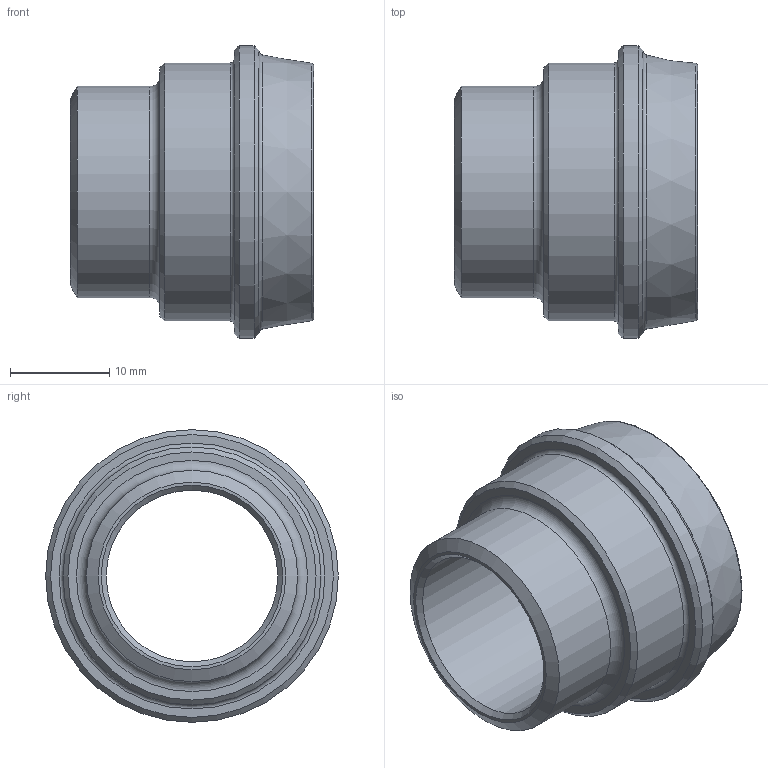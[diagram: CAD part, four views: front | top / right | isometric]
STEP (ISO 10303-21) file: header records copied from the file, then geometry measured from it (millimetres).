
FILE_DESCRIPTION(/* description */ (''),/* implementation_level */ '2;1');
FILE_NAME(/* name */ '3D_R134-SE-21.3-21.3_171011210.stp',/* time_stamp */ '2021-06-24T10:44:10+02:00',/* author */ ('cad'),/* organization */ (''),/* preprocessor_version */ 'ST-DEVELOPER v18.1',/* originating_system */ 'Autodesk Inventor 2022',/* authorisation */ '');
FILE_SCHEMA (('AUTOMOTIVE_DESIGN { 1 0 10303 214 3 1 1 }'));
Length unit declared in the file: millimetre
Products named in the file (1): 3D_R134-SE-21.3-21.3_171011210
Bounding box: 24.5 x 29.5 x 29.5 mm (x, y, z)
Volume: 6192.6 mm3; surface area: 3865.4 mm2
Topology: 1 solids, 1 shells, 20 faces, 44 edges, 29 vertices
Faces by surface type: cone 7, plane 5, cylinder 4, torus 4
Full cylindrical faces by diameter (mm): 17.3 x1, 21.3 x1, 26 x1, 29.5 x1
Entity records: 618 total; most frequent: DIRECTION 119, CARTESIAN_POINT 94, ORIENTED_EDGE 88, AXIS2_PLACEMENT_3D 54, EDGE_CURVE 44, CIRCLE 33, VERTEX_POINT 29, EDGE_LOOP 25
